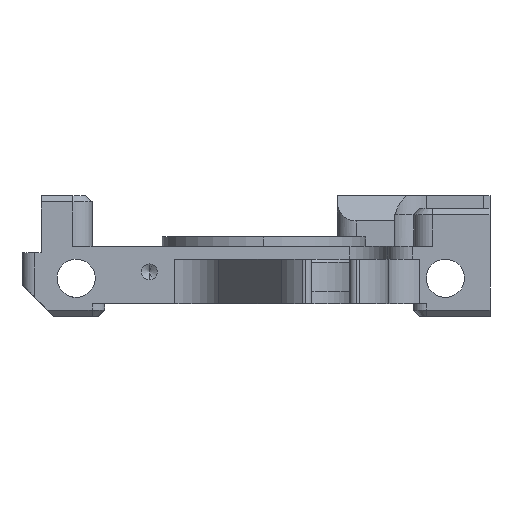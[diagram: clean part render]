
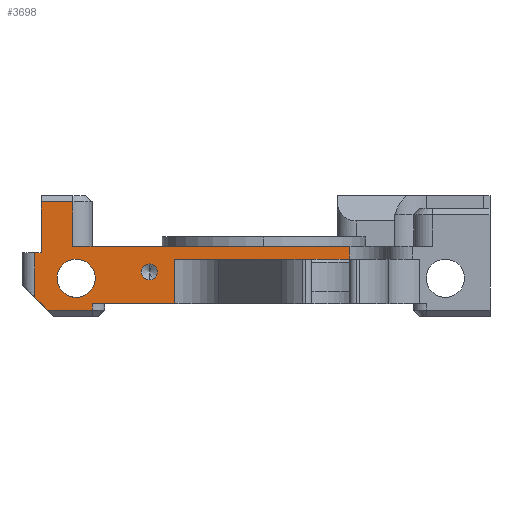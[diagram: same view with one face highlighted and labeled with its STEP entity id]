
A CAD part, left-side view. The second image highlights one B-rep face of the part: STEP entity #3698.
In plain terms, the highlighted planar face has unit normal (-1, 0, 0).
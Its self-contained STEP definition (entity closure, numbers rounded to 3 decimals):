
#222 = ORIENTED_EDGE ( 'NONE', *, *, #7054, .T. ) ;
#243 = EDGE_CURVE ( 'NONE', #8581, #3155, #7983, .T. ) ;
#276 = CIRCLE ( 'NONE', #5070, 1.25 ) ;
#306 = EDGE_CURVE ( 'NONE', #1212, #5685, #2489, .T. ) ;
#312 = AXIS2_PLACEMENT_3D ( 'NONE', #4162, #7111, #2858 ) ;
#348 = DIRECTION ( 'NONE',  ( 0., 1., 0. ) ) ;
#386 = VECTOR ( 'NONE', #4319, 1000. ) ;
#408 = VECTOR ( 'NONE', #3467, 1000. ) ;
#428 = CARTESIAN_POINT ( 'NONE',  ( -30.5, 35., -30. ) ) ;
#550 = DIRECTION ( 'NONE',  ( 1., 0., 0. ) ) ;
#586 = DIRECTION ( 'NONE',  ( 0., 0.707, 0.707 ) ) ;
#711 = VECTOR ( 'NONE', #4189, 1000. ) ;
#809 = FACE_OUTER_BOUND ( 'NONE', #8191, .T. ) ;
#838 = VECTOR ( 'NONE', #4403, 1000. ) ;
#861 = CARTESIAN_POINT ( 'NONE',  ( -30.5, 36., -40. ) ) ;
#916 = LINE ( 'NONE', #4594, #9073 ) ;
#1033 = ORIENTED_EDGE ( 'NONE', *, *, #5396, .F. ) ;
#1201 = CARTESIAN_POINT ( 'NONE',  ( -30.5, 30., -29. ) ) ;
#1212 = VERTEX_POINT ( 'NONE', #6170 ) ;
#1333 = VERTEX_POINT ( 'NONE', #3567 ) ;
#1338 = VECTOR ( 'NONE', #586, 1000. ) ;
#1357 = CARTESIAN_POINT ( 'NONE',  ( -30.5, 27., -40. ) ) ;
#1396 = EDGE_LOOP ( 'NONE', ( #9566, #5790 ) ) ;
#1439 = CARTESIAN_POINT ( 'NONE',  ( -30.5, -13.5, -29. ) ) ;
#1495 = DIRECTION ( 'NONE',  ( 0., 0., 1. ) ) ;
#1546 = ORIENTED_EDGE ( 'NONE', *, *, #8387, .F. ) ;
#1582 = FACE_BOUND ( 'NONE', #1396, .T. ) ;
#1668 = VERTEX_POINT ( 'NONE', #6499 ) ;
#1693 = LINE ( 'NONE', #9093, #7015 ) ;
#1782 = ORIENTED_EDGE ( 'NONE', *, *, #7114, .T. ) ;
#1788 = ORIENTED_EDGE ( 'NONE', *, *, #7445, .F. ) ;
#1878 = CARTESIAN_POINT ( 'NONE',  ( -30.5, 34., -39. ) ) ;
#1958 = LINE ( 'NONE', #5738, #711 ) ;
#1960 = DIRECTION ( 'NONE',  ( 0., 1., 0. ) ) ;
#2037 = CARTESIAN_POINT ( 'NONE',  ( -30.5, 9.419, -31. ) ) ;
#2092 = CARTESIAN_POINT ( 'NONE',  ( -30.5, 36., -37. ) ) ;
#2151 = ORIENTED_EDGE ( 'NONE', *, *, #306, .F. ) ;
#2397 = LINE ( 'NONE', #7519, #9406 ) ;
#2489 = LINE ( 'NONE', #7565, #5043 ) ;
#2493 = EDGE_CURVE ( 'NONE', #1212, #3940, #4884, .T. ) ;
#2540 = DIRECTION ( 'NONE',  ( -1., 0., 0. ) ) ;
#2558 = VERTEX_POINT ( 'NONE', #1439 ) ;
#2735 = CARTESIAN_POINT ( 'NONE',  ( -30.5, 30., -40. ) ) ;
#2742 = CARTESIAN_POINT ( 'NONE',  ( -30.5, 27., -39. ) ) ;
#2812 = CARTESIAN_POINT ( 'NONE',  ( -30.5, 18., -33. ) ) ;
#2858 = DIRECTION ( 'NONE',  ( 0., 1., 0. ) ) ;
#2862 = CARTESIAN_POINT ( 'NONE',  ( -30.5, 38., -39. ) ) ;
#2948 = PLANE ( 'NONE',  #6794 ) ;
#3155 = VERTEX_POINT ( 'NONE', #2742 ) ;
#3467 = DIRECTION ( 'NONE',  ( 0., 1., 0. ) ) ;
#3498 = CARTESIAN_POINT ( 'NONE',  ( -30.5, 33., -40. ) ) ;
#3515 = CARTESIAN_POINT ( 'NONE',  ( -30.5, 27., -38. ) ) ;
#3520 = EDGE_CURVE ( 'NONE', #6308, #7243, #6480, .T. ) ;
#3565 = EDGE_CURVE ( 'NONE', #3975, #6627, #9413, .T. ) ;
#3567 = CARTESIAN_POINT ( 'NONE',  ( -30.5, 14.037, -38. ) ) ;
#3591 = LINE ( 'NONE', #3498, #1338 ) ;
#3602 = LINE ( 'NONE', #2735, #4149 ) ;
#3629 = DIRECTION ( 'NONE',  ( 1., 0., 0. ) ) ;
#3698 = ADVANCED_FACE ( 'NONE', ( #1582, #4541, #809 ), #2948, .F. ) ;
#3940 = VERTEX_POINT ( 'NONE', #428 ) ;
#3975 = VERTEX_POINT ( 'NONE', #6570 ) ;
#4059 = DIRECTION ( 'NONE',  ( 0., 0., -1. ) ) ;
#4149 = VECTOR ( 'NONE', #6361, 1000. ) ;
#4151 = VERTEX_POINT ( 'NONE', #6076 ) ;
#4162 = CARTESIAN_POINT ( 'NONE',  ( -30.5, 29.5, -34. ) ) ;
#4189 = DIRECTION ( 'NONE',  ( 0., -1., 0. ) ) ;
#4319 = DIRECTION ( 'NONE',  ( 0., 0., -1. ) ) ;
#4331 = ORIENTED_EDGE ( 'NONE', *, *, #8705, .T. ) ;
#4355 = VERTEX_POINT ( 'NONE', #5643 ) ;
#4403 = DIRECTION ( 'NONE',  ( 0., 1., 0. ) ) ;
#4448 = CARTESIAN_POINT ( 'NONE',  ( -30.5, 14.037, -31. ) ) ;
#4541 = FACE_BOUND ( 'NONE', #6716, .T. ) ;
#4561 = CARTESIAN_POINT ( 'NONE',  ( -30.5, -13.5, -31. ) ) ;
#4594 = CARTESIAN_POINT ( 'NONE',  ( -30.5, -13.5, -31. ) ) ;
#4781 = LINE ( 'NONE', #861, #9333 ) ;
#4884 = LINE ( 'NONE', #5027, #9103 ) ;
#5027 = CARTESIAN_POINT ( 'NONE',  ( -30.5, 35., -21. ) ) ;
#5029 = DIRECTION ( 'NONE',  ( 1., 0., 0. ) ) ;
#5043 = VECTOR ( 'NONE', #6066, 1000. ) ;
#5053 = CARTESIAN_POINT ( 'NONE',  ( -30.5, 35., -30. ) ) ;
#5070 = AXIS2_PLACEMENT_3D ( 'NONE', #9292, #550, #7794 ) ;
#5097 = LINE ( 'NONE', #5053, #408 ) ;
#5396 = EDGE_CURVE ( 'NONE', #3155, #5652, #9559, .T. ) ;
#5408 = ORIENTED_EDGE ( 'NONE', *, *, #5558, .F. ) ;
#5558 = EDGE_CURVE ( 'NONE', #7516, #4355, #4781, .T. ) ;
#5643 = CARTESIAN_POINT ( 'NONE',  ( -30.5, 36., -30. ) ) ;
#5652 = VERTEX_POINT ( 'NONE', #1878 ) ;
#5685 = VERTEX_POINT ( 'NONE', #7055 ) ;
#5738 = CARTESIAN_POINT ( 'NONE',  ( -30.5, 38., -38. ) ) ;
#5790 = ORIENTED_EDGE ( 'NONE', *, *, #9468, .T. ) ;
#5802 = DIRECTION ( 'NONE',  ( 0., 1., 0. ) ) ;
#5809 = ORIENTED_EDGE ( 'NONE', *, *, #9461, .F. ) ;
#5882 = ORIENTED_EDGE ( 'NONE', *, *, #243, .F. ) ;
#5893 = CARTESIAN_POINT ( 'NONE',  ( -30.5, 38., -40. ) ) ;
#6066 = DIRECTION ( 'NONE',  ( 0., -1., 0. ) ) ;
#6076 = CARTESIAN_POINT ( 'NONE',  ( -30.5, 18., -31.75 ) ) ;
#6132 = EDGE_CURVE ( 'NONE', #2558, #7836, #1693, .T. ) ;
#6170 = CARTESIAN_POINT ( 'NONE',  ( -30.5, 35., -22. ) ) ;
#6308 = VERTEX_POINT ( 'NONE', #4448 ) ;
#6361 = DIRECTION ( 'NONE',  ( 0., 0., -1. ) ) ;
#6480 = LINE ( 'NONE', #2037, #7875 ) ;
#6499 = CARTESIAN_POINT ( 'NONE',  ( -30.5, 18., -34.25 ) ) ;
#6530 = ORIENTED_EDGE ( 'NONE', *, *, #3565, .F. ) ;
#6570 = CARTESIAN_POINT ( 'NONE',  ( -30.5, 29.5, -31. ) ) ;
#6627 = VERTEX_POINT ( 'NONE', #7003 ) ;
#6692 = ORIENTED_EDGE ( 'NONE', *, *, #8628, .F. ) ;
#6716 = EDGE_LOOP ( 'NONE', ( #6530, #6692 ) ) ;
#6794 = AXIS2_PLACEMENT_3D ( 'NONE', #5893, #3629, #5802 ) ;
#7003 = CARTESIAN_POINT ( 'NONE',  ( -30.5, 29.5, -37. ) ) ;
#7015 = VECTOR ( 'NONE', #348, 1000. ) ;
#7054 = EDGE_CURVE ( 'NONE', #3940, #4355, #5097, .T. ) ;
#7055 = CARTESIAN_POINT ( 'NONE',  ( -30.5, 30., -22. ) ) ;
#7111 = DIRECTION ( 'NONE',  ( -1., 0., 0. ) ) ;
#7114 = EDGE_CURVE ( 'NONE', #8581, #1333, #1958, .T. ) ;
#7162 = DIRECTION ( 'NONE',  ( 0., 0., -1. ) ) ;
#7177 = ORIENTED_EDGE ( 'NONE', *, *, #3520, .T. ) ;
#7228 = CIRCLE ( 'NONE', #8607, 1.25 ) ;
#7243 = VERTEX_POINT ( 'NONE', #4561 ) ;
#7445 = EDGE_CURVE ( 'NONE', #5652, #7516, #3591, .T. ) ;
#7473 = DIRECTION ( 'NONE',  ( 0., 0., -1. ) ) ;
#7516 = VERTEX_POINT ( 'NONE', #2092 ) ;
#7519 = CARTESIAN_POINT ( 'NONE',  ( -30.5, 14.037, -40. ) ) ;
#7565 = CARTESIAN_POINT ( 'NONE',  ( -30.5, 30., -22. ) ) ;
#7686 = AXIS2_PLACEMENT_3D ( 'NONE', #8531, #2540, #1960 ) ;
#7794 = DIRECTION ( 'NONE',  ( 0., 0., -1. ) ) ;
#7836 = VERTEX_POINT ( 'NONE', #1201 ) ;
#7875 = VECTOR ( 'NONE', #9320, 1000. ) ;
#7949 = ORIENTED_EDGE ( 'NONE', *, *, #6132, .T. ) ;
#7983 = LINE ( 'NONE', #1357, #386 ) ;
#8001 = CIRCLE ( 'NONE', #7686, 3. ) ;
#8191 = EDGE_LOOP ( 'NONE', ( #1788, #1033, #5882, #1782, #1546, #7177, #4331, #7949, #5809, #2151, #9377, #222, #5408 ) ) ;
#8387 = EDGE_CURVE ( 'NONE', #6308, #1333, #2397, .T. ) ;
#8531 = CARTESIAN_POINT ( 'NONE',  ( -30.5, 29.5, -34. ) ) ;
#8581 = VERTEX_POINT ( 'NONE', #3515 ) ;
#8607 = AXIS2_PLACEMENT_3D ( 'NONE', #2812, #5029, #7162 ) ;
#8628 = EDGE_CURVE ( 'NONE', #6627, #3975, #8001, .T. ) ;
#8705 = EDGE_CURVE ( 'NONE', #7243, #2558, #916, .T. ) ;
#8985 = DIRECTION ( 'NONE',  ( 0., 0., 1. ) ) ;
#8994 = EDGE_CURVE ( 'NONE', #1668, #4151, #7228, .T. ) ;
#9073 = VECTOR ( 'NONE', #1495, 1000. ) ;
#9093 = CARTESIAN_POINT ( 'NONE',  ( -30.5, 27., -29. ) ) ;
#9103 = VECTOR ( 'NONE', #4059, 1000. ) ;
#9292 = CARTESIAN_POINT ( 'NONE',  ( -30.5, 18., -33. ) ) ;
#9320 = DIRECTION ( 'NONE',  ( 0., -1., 0. ) ) ;
#9333 = VECTOR ( 'NONE', #8985, 1000. ) ;
#9377 = ORIENTED_EDGE ( 'NONE', *, *, #2493, .T. ) ;
#9406 = VECTOR ( 'NONE', #7473, 1000. ) ;
#9413 = CIRCLE ( 'NONE', #312, 3. ) ;
#9461 = EDGE_CURVE ( 'NONE', #5685, #7836, #3602, .T. ) ;
#9468 = EDGE_CURVE ( 'NONE', #4151, #1668, #276, .T. ) ;
#9559 = LINE ( 'NONE', #2862, #838 ) ;
#9566 = ORIENTED_EDGE ( 'NONE', *, *, #8994, .T. ) ;
